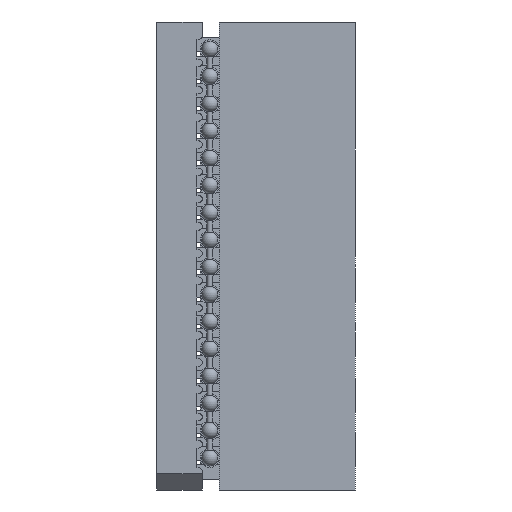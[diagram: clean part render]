
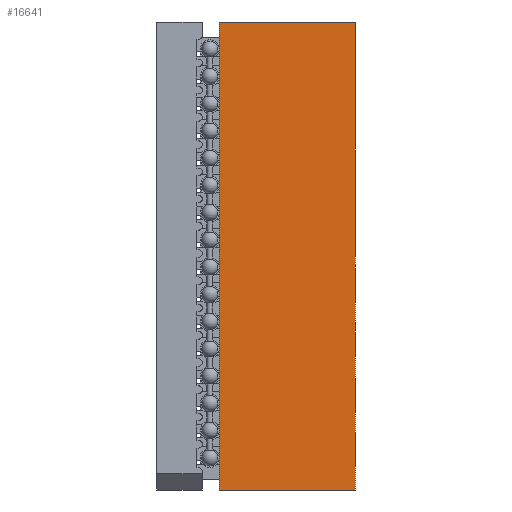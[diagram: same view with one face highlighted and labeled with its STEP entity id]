
A CAD part, left-side view. The second image highlights one B-rep face of the part: STEP entity #16641.
In plain terms, the highlighted face is planar.
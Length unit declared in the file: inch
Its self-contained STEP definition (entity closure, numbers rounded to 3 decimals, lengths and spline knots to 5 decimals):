
#3387=ORIENTED_EDGE('',*,*,#6735,.T.);
#3388=ORIENTED_EDGE('',*,*,#6701,.T.);
#3389=ORIENTED_EDGE('',*,*,#6737,.F.);
#3390=ORIENTED_EDGE('',*,*,#6738,.F.);
#6701=EDGE_CURVE('',#8621,#8623,#10624,.T.);
#6735=EDGE_CURVE('',#8657,#8621,#10658,.T.);
#6737=EDGE_CURVE('',#8658,#8623,#10660,.T.);
#6738=EDGE_CURVE('',#8657,#8658,#10661,.T.);
#8621=VERTEX_POINT('',#25406);
#8623=VERTEX_POINT('',#25410);
#8657=VERTEX_POINT('',#25480);
#8658=VERTEX_POINT('',#25484);
#10624=LINE('',#25411,#12837);
#10658=LINE('',#25479,#12871);
#10660=LINE('',#25483,#12873);
#10661=LINE('',#25485,#12874);
#12837=VECTOR('',#20652,39.37008);
#12871=VECTOR('',#20688,39.37008);
#12873=VECTOR('',#20692,39.37008);
#12874=VECTOR('',#20693,39.37008);
#14133=EDGE_LOOP('',(#3387,#3388,#3389,#3390));
#15030=FACE_BOUND('',#14133,.T.);
#15869=PLANE('',#17607);
#16641=ADVANCED_FACE('',(#15030),#15869,.F.);
#17607=AXIS2_PLACEMENT_3D('',#25482,#20690,#20691);
#20652=DIRECTION('',(1.,0.,0.));
#20688=DIRECTION('',(0.,-1.,0.));
#20690=DIRECTION('',(0.,0.,-1.));
#20691=DIRECTION('',(-1.,0.,0.));
#20692=DIRECTION('',(0.,-1.,0.));
#20693=DIRECTION('',(1.,0.,0.));
#25406=CARTESIAN_POINT('',(-0.4295,0.,0.1));
#25410=CARTESIAN_POINT('',(0.4295,0.,0.1));
#25411=CARTESIAN_POINT('',(-0.4295,0.,0.1));
#25479=CARTESIAN_POINT('',(-0.4295,0.25,0.1));
#25480=CARTESIAN_POINT('',(-0.4295,0.25,0.1));
#25482=CARTESIAN_POINT('',(-0.4295,0.25,0.1));
#25483=CARTESIAN_POINT('',(0.4295,0.25,0.1));
#25484=CARTESIAN_POINT('',(0.4295,0.25,0.1));
#25485=CARTESIAN_POINT('',(-0.4295,0.25,0.1));
